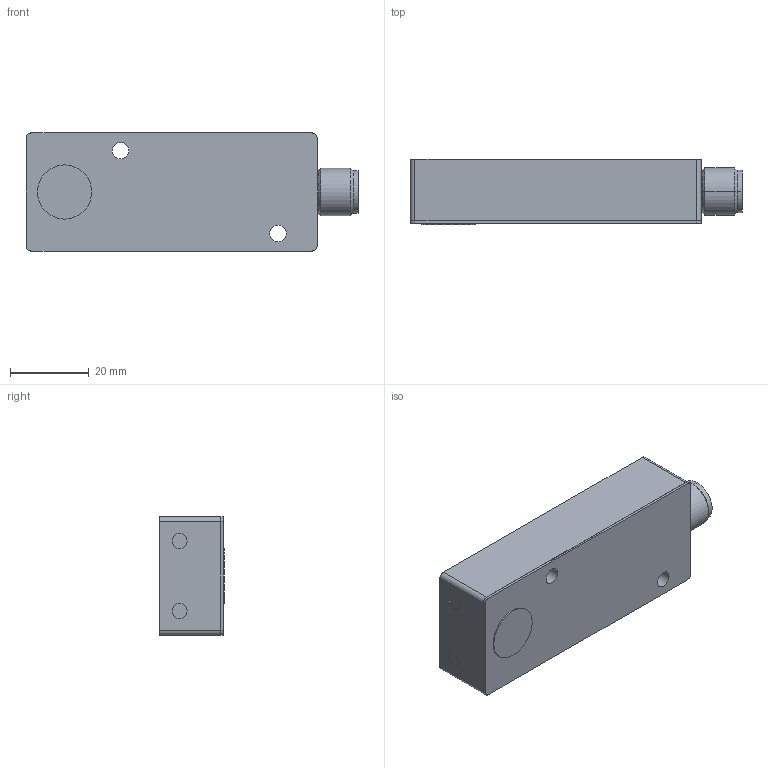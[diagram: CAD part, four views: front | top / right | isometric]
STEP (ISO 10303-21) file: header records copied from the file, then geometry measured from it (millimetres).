
FILE_DESCRIPTION(('starvars output'),'2;1');
FILE_NAME('cv20200406063523000009345.stp','06:35:23 2020/04/06',( 'Thomas Industrial Network Germany GmbH'),( 'Thomas Industrial Network Germany GmbH'),'unknown preprocess','ACIS' ,'unknown authorization');
FILE_SCHEMA(('AUTOMOTIVE_DESIGN_CC2 {UNKNOWN IMPLEMENTATION LEVEL}'));
Length unit declared in the file: millimetre
Products named in the file (1): PRODUCT_ID_1
Bounding box: 84.4 x 16.5 x 30 mm (x, y, z)
Volume: 36231.6 mm3; surface area: 8887.7 mm2
Topology: 1 solids, 1 shells, 69 faces, 160 edges, 104 vertices
Faces by surface type: cylinder 39, plane 26, cone 4
Entity records: 2418 total; most frequent: ORIENTED_EDGE 320, DIRECTION 292, CARTESIAN_POINT 290, EDGE_CURVE 160, AXIS2_PLACEMENT_3D 106, VERTEX_POINT 104, EDGE_LOOP 84, FACE_BOUND 84
